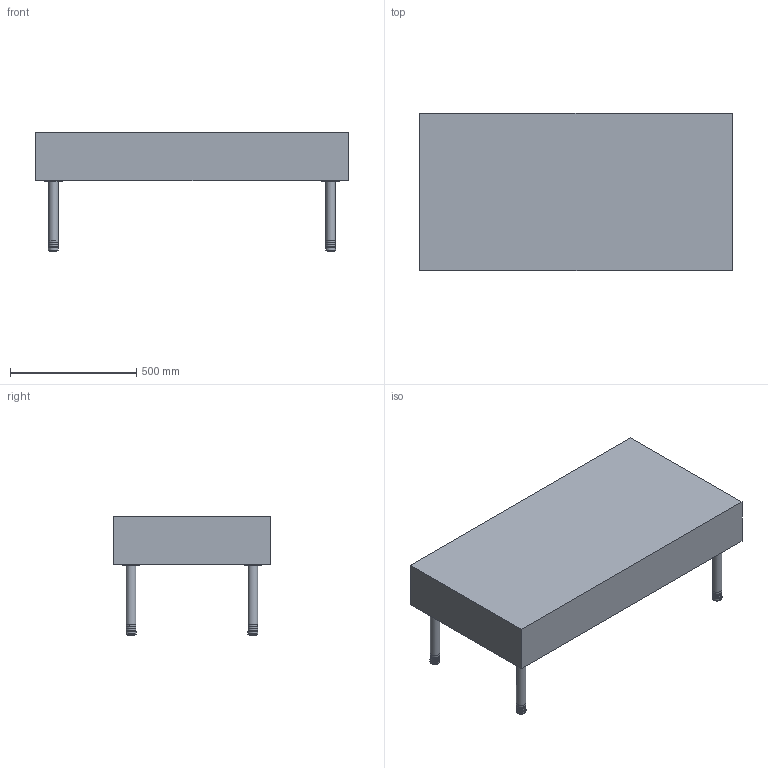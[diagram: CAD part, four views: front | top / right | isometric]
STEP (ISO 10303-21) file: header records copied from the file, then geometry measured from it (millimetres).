
FILE_DESCRIPTION(/* description */ (''),/* implementation_level */ '2;1');
FILE_NAME(/* name */ 'EXB2448.stp',/* time_stamp */ '2018-04-23T10:45:30-04:00',/* author */ ('emehringer'),/* organization */ (''),/* preprocessor_version */ 'ST-DEVELOPER v16.13',/* originating_system */ 'Autodesk Inventor 2018',/* authorisation */ '');
FILE_SCHEMA (('AUTOMOTIVE_DESIGN { 1 0 10303 214 3 1 1 }'));
Length unit declared in the file: inch
Products named in the file (4): EXB2448; EX20 SEAT; LEG CAP RD1.5; EX10 LGFR-A
Assembly tree (9 placements, depth 2):
  EXB2448
    EX20 SEAT
    LEG CAP RD1.5  x4
    EX10 LGFR-A  x4
Bounding box: 1238.25 x 622.3 x 471.12 mm (x, y, z)
Volume: 147172068.1 mm3; surface area: 2609821.4 mm2
Topology: 21 solids, 29 shells, 1966 faces, 4000 edges, 2128 vertices
Faces by surface type: cylinder 680, torus 524, bspline 480, plane 202, sphere 64, cone 16
Full cylindrical faces by diameter (mm): 6.198 x4, 6.528 x4, 7.925 x12, 8.731 x16, 9.906 x8, 11.989 x8, 27.94 x4, 31.75 x4, 34.087 x16, 34.798 x4, 38.1 x4, 39.37 x4
Entity records: 18709 total; most frequent: CARTESIAN_POINT 9326, ORIENTED_EDGE 1934, DIRECTION 1776, EDGE_CURVE 969, AXIS2_PLACEMENT_3D 777, EDGE_LOOP 550, VERTEX_POINT 527, FACE_OUTER_BOUND 496
